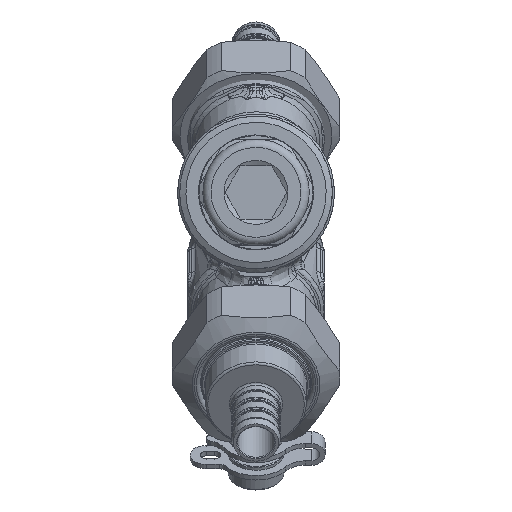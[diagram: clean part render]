
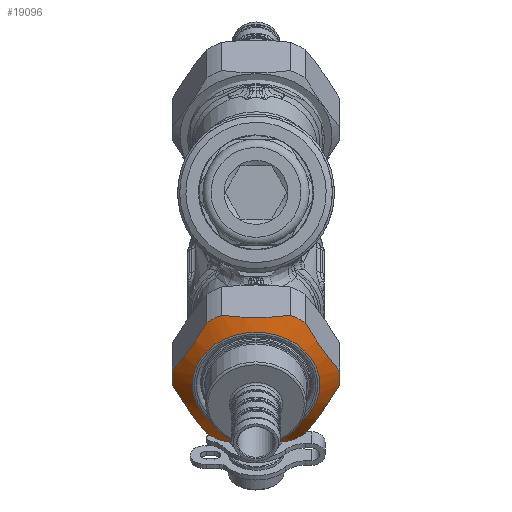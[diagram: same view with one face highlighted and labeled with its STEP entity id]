
A CAD part, top view. The second image highlights one B-rep face of the part: STEP entity #19096.
In plain terms, the highlighted conical face has half-angle 60 degrees and reference radius 17.78 mm.
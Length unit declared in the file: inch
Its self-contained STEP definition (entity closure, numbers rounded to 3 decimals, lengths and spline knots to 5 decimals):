
#958=(
BOUNDED_CURVE()
B_SPLINE_CURVE(2,(#140140,#140141,#140142),.UNSPECIFIED.,.F.,.F.)
B_SPLINE_CURVE_WITH_KNOTS((3,3),(0.,1.67512),.UNSPECIFIED.)
CURVE()
GEOMETRIC_REPRESENTATION_ITEM()
RATIONAL_B_SPLINE_CURVE((1.,1.096,1.))
REPRESENTATION_ITEM('')
);
#959=(
BOUNDED_CURVE()
B_SPLINE_CURVE(2,(#140146,#140147,#140148),.UNSPECIFIED.,.F.,.F.)
B_SPLINE_CURVE_WITH_KNOTS((3,3),(0.,1.67512),.UNSPECIFIED.)
CURVE()
GEOMETRIC_REPRESENTATION_ITEM()
RATIONAL_B_SPLINE_CURVE((1.,1.096,1.))
REPRESENTATION_ITEM('')
);
#960=(
BOUNDED_CURVE()
B_SPLINE_CURVE(2,(#140152,#140153,#140154),.UNSPECIFIED.,.F.,.F.)
B_SPLINE_CURVE_WITH_KNOTS((3,3),(0.,1.67512),.UNSPECIFIED.)
CURVE()
GEOMETRIC_REPRESENTATION_ITEM()
RATIONAL_B_SPLINE_CURVE((1.,1.096,1.))
REPRESENTATION_ITEM('')
);
#961=(
BOUNDED_CURVE()
B_SPLINE_CURVE(2,(#140158,#140159,#140160),.UNSPECIFIED.,.F.,.F.)
B_SPLINE_CURVE_WITH_KNOTS((3,3),(0.,1.67512),.UNSPECIFIED.)
CURVE()
GEOMETRIC_REPRESENTATION_ITEM()
RATIONAL_B_SPLINE_CURVE((1.,1.096,1.))
REPRESENTATION_ITEM('')
);
#962=(
BOUNDED_CURVE()
B_SPLINE_CURVE(2,(#140164,#140165,#140166),.UNSPECIFIED.,.F.,.F.)
B_SPLINE_CURVE_WITH_KNOTS((3,3),(0.,1.67512),.UNSPECIFIED.)
CURVE()
GEOMETRIC_REPRESENTATION_ITEM()
RATIONAL_B_SPLINE_CURVE((1.,1.096,1.))
REPRESENTATION_ITEM('')
);
#963=(
BOUNDED_CURVE()
B_SPLINE_CURVE(2,(#140170,#140171,#140172),.UNSPECIFIED.,.F.,.F.)
B_SPLINE_CURVE_WITH_KNOTS((3,3),(0.,1.67512),.UNSPECIFIED.)
CURVE()
GEOMETRIC_REPRESENTATION_ITEM()
RATIONAL_B_SPLINE_CURVE((1.,1.096,1.))
REPRESENTATION_ITEM('')
);
#2333=CONICAL_SURFACE('',#20462,0.7,1.047);
#3620=FACE_OUTER_BOUND('',#4830,.T.);
#4830=EDGE_LOOP('',(#16246,#16247,#16248,#16249,#16250,#16251,#16252,#16253,
#16254,#16255,#16256,#16257,#16258,#16259,#16260,#16261));
#5713=CIRCLE('',#20459,0.60928);
#5715=CIRCLE('',#20463,0.8);
#5716=CIRCLE('',#20464,0.8);
#5717=CIRCLE('',#20465,0.8);
#5718=CIRCLE('',#20466,0.8);
#5719=CIRCLE('',#20467,0.8);
#5720=CIRCLE('',#20468,0.8);
#5721=CIRCLE('',#20469,0.8);
#6213=LINE('',#140136,#6614);
#6614=VECTOR('',#23535,0.7);
#8194=VERTEX_POINT('',#140128);
#8196=VERTEX_POINT('',#140135);
#8197=VERTEX_POINT('',#140137);
#8198=VERTEX_POINT('',#140139);
#8199=VERTEX_POINT('',#140143);
#8200=VERTEX_POINT('',#140145);
#8201=VERTEX_POINT('',#140149);
#8202=VERTEX_POINT('',#140151);
#8203=VERTEX_POINT('',#140155);
#8204=VERTEX_POINT('',#140157);
#8205=VERTEX_POINT('',#140161);
#8206=VERTEX_POINT('',#140163);
#8207=VERTEX_POINT('',#140167);
#8208=VERTEX_POINT('',#140169);
#10895=EDGE_CURVE('',#8194,#8194,#5713,.T.);
#10897=EDGE_CURVE('',#8194,#8196,#6213,.T.);
#10898=EDGE_CURVE('',#8197,#8196,#5715,.T.);
#10899=EDGE_CURVE('',#8198,#8197,#958,.T.);
#10900=EDGE_CURVE('',#8199,#8198,#5716,.T.);
#10901=EDGE_CURVE('',#8200,#8199,#959,.T.);
#10902=EDGE_CURVE('',#8201,#8200,#5717,.T.);
#10903=EDGE_CURVE('',#8202,#8201,#960,.T.);
#10904=EDGE_CURVE('',#8203,#8202,#5718,.T.);
#10905=EDGE_CURVE('',#8204,#8203,#961,.T.);
#10906=EDGE_CURVE('',#8205,#8204,#5719,.T.);
#10907=EDGE_CURVE('',#8206,#8205,#962,.T.);
#10908=EDGE_CURVE('',#8207,#8206,#5720,.T.);
#10909=EDGE_CURVE('',#8208,#8207,#963,.T.);
#10910=EDGE_CURVE('',#8196,#8208,#5721,.T.);
#16246=ORIENTED_EDGE('',*,*,#10895,.F.);
#16247=ORIENTED_EDGE('',*,*,#10897,.T.);
#16248=ORIENTED_EDGE('',*,*,#10898,.F.);
#16249=ORIENTED_EDGE('',*,*,#10899,.F.);
#16250=ORIENTED_EDGE('',*,*,#10900,.F.);
#16251=ORIENTED_EDGE('',*,*,#10901,.F.);
#16252=ORIENTED_EDGE('',*,*,#10902,.F.);
#16253=ORIENTED_EDGE('',*,*,#10903,.F.);
#16254=ORIENTED_EDGE('',*,*,#10904,.F.);
#16255=ORIENTED_EDGE('',*,*,#10905,.F.);
#16256=ORIENTED_EDGE('',*,*,#10906,.F.);
#16257=ORIENTED_EDGE('',*,*,#10907,.F.);
#16258=ORIENTED_EDGE('',*,*,#10908,.F.);
#16259=ORIENTED_EDGE('',*,*,#10909,.F.);
#16260=ORIENTED_EDGE('',*,*,#10910,.F.);
#16261=ORIENTED_EDGE('',*,*,#10897,.F.);
#19096=ADVANCED_FACE('',(#3620),#2333,.T.);
#20459=AXIS2_PLACEMENT_3D('',#140130,#23527,#23528);
#20462=AXIS2_PLACEMENT_3D('',#140134,#23533,#23534);
#20463=AXIS2_PLACEMENT_3D('',#140138,#23536,#23537);
#20464=AXIS2_PLACEMENT_3D('',#140144,#23538,#23539);
#20465=AXIS2_PLACEMENT_3D('',#140150,#23540,#23541);
#20466=AXIS2_PLACEMENT_3D('',#140156,#23542,#23543);
#20467=AXIS2_PLACEMENT_3D('',#140162,#23544,#23545);
#20468=AXIS2_PLACEMENT_3D('',#140168,#23546,#23547);
#20469=AXIS2_PLACEMENT_3D('',#140173,#23548,#23549);
#23527=DIRECTION('center_axis',(0.,-0.574,
0.819));
#23528=DIRECTION('ref_axis',(-1.,0.,0.));
#23533=DIRECTION('center_axis',(0.,0.574,
-0.819));
#23534=DIRECTION('ref_axis',(1.,0.,0.));
#23535=DIRECTION('',(-0.866,0.287,-0.41));
#23536=DIRECTION('center_axis',(0.,0.574,
-0.819));
#23537=DIRECTION('ref_axis',(-1.,0.,0.));
#23538=DIRECTION('center_axis',(0.,0.574,
-0.819));
#23539=DIRECTION('ref_axis',(-1.,0.,0.));
#23540=DIRECTION('center_axis',(0.,0.574,
-0.819));
#23541=DIRECTION('ref_axis',(-1.,0.,0.));
#23542=DIRECTION('center_axis',(0.,0.574,
-0.819));
#23543=DIRECTION('ref_axis',(-1.,0.,0.));
#23544=DIRECTION('center_axis',(0.,0.574,
-0.819));
#23545=DIRECTION('ref_axis',(-1.,0.,0.));
#23546=DIRECTION('center_axis',(0.,0.574,
-0.819));
#23547=DIRECTION('ref_axis',(-1.,0.,0.));
#23548=DIRECTION('center_axis',(0.,0.574,
-0.819));
#23549=DIRECTION('ref_axis',(-1.,0.,0.));
#140128=CARTESIAN_POINT('',(-0.60928,-1.83453,0.22021));
#140130=CARTESIAN_POINT('Origin',(0.,-1.83453,
0.22021));
#140134=CARTESIAN_POINT('Origin',(0.,-1.80449,
0.17731));
#140135=CARTESIAN_POINT('',(-0.8,-1.77137,0.13001));
#140136=CARTESIAN_POINT('',(-0.7,-1.80449,0.17731));
#140137=CARTESIAN_POINT('',(-0.79583,-1.8382,0.08322));
#140138=CARTESIAN_POINT('Origin',(0.,-1.77137,
0.13001));
#140139=CARTESIAN_POINT('',(-0.46857,-2.30252,-0.2419));
#140140=CARTESIAN_POINT('Ctrl Pts',(-0.46857,-2.30252,
-0.2419));
#140141=CARTESIAN_POINT('Ctrl Pts',(-0.6322,-2.1147,
-0.01603));
#140142=CARTESIAN_POINT('Ctrl Pts',(-0.79583,-1.8382,
0.08322));
#140143=CARTESIAN_POINT('',(-0.32726,-2.36935,-0.2887));
#140144=CARTESIAN_POINT('Origin',(0.,-1.77137,
0.13001));
#140145=CARTESIAN_POINT('',(0.32726,-2.36935,-0.2887));
#140146=CARTESIAN_POINT('Ctrl Pts',(0.32726,-2.36935,
-0.2887));
#140147=CARTESIAN_POINT('Ctrl Pts',(0.,-2.41369,
-0.22538));
#140148=CARTESIAN_POINT('Ctrl Pts',(-0.32726,-2.36935,
-0.2887));
#140149=CARTESIAN_POINT('',(0.46857,-2.30252,-0.2419));
#140150=CARTESIAN_POINT('Origin',(0.,-1.77137,
0.13001));
#140151=CARTESIAN_POINT('',(0.79583,-1.8382,0.08322));
#140152=CARTESIAN_POINT('Ctrl Pts',(0.79583,-1.8382,
0.08322));
#140153=CARTESIAN_POINT('Ctrl Pts',(0.6322,-2.1147,
-0.01603));
#140154=CARTESIAN_POINT('Ctrl Pts',(0.46857,-2.30252,
-0.2419));
#140155=CARTESIAN_POINT('',(0.79583,-1.70454,0.17681));
#140156=CARTESIAN_POINT('Origin',(0.,-1.77137,
0.13001));
#140157=CARTESIAN_POINT('',(0.46857,-1.24022,0.50193));
#140158=CARTESIAN_POINT('Ctrl Pts',(0.46857,-1.24022,
0.50193));
#140159=CARTESIAN_POINT('Ctrl Pts',(0.6322,-1.51672,
0.40268));
#140160=CARTESIAN_POINT('Ctrl Pts',(0.79583,-1.70454,
0.17681));
#140161=CARTESIAN_POINT('',(0.32726,-1.17339,0.54872));
#140162=CARTESIAN_POINT('Origin',(0.,-1.77137,
0.13001));
#140163=CARTESIAN_POINT('',(-0.32726,-1.17339,0.54872));
#140164=CARTESIAN_POINT('Ctrl Pts',(-0.32726,-1.17339,
0.54872));
#140165=CARTESIAN_POINT('Ctrl Pts',(0.,-1.21772,
0.61204));
#140166=CARTESIAN_POINT('Ctrl Pts',(0.32726,-1.17339,
0.54872));
#140167=CARTESIAN_POINT('',(-0.46857,-1.24022,0.50193));
#140168=CARTESIAN_POINT('Origin',(0.,-1.77137,
0.13001));
#140169=CARTESIAN_POINT('',(-0.79583,-1.70454,0.17681));
#140170=CARTESIAN_POINT('Ctrl Pts',(-0.79583,-1.70454,
0.17681));
#140171=CARTESIAN_POINT('Ctrl Pts',(-0.6322,-1.51672,
0.40268));
#140172=CARTESIAN_POINT('Ctrl Pts',(-0.46857,-1.24022,
0.50193));
#140173=CARTESIAN_POINT('Origin',(0.,-1.77137,
0.13001));
